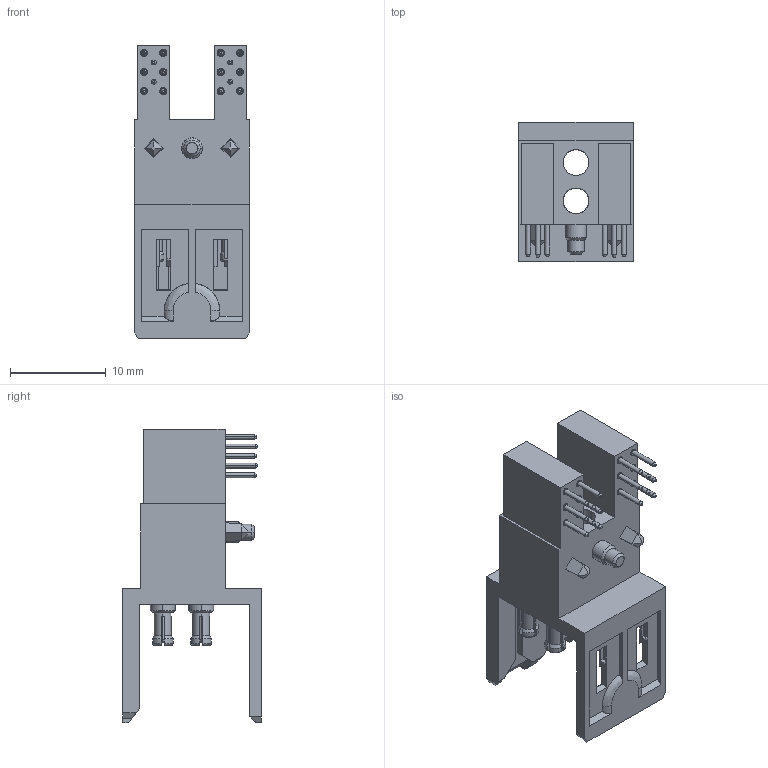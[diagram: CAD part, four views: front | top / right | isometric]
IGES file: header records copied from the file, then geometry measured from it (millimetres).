
Start section: SolidWorks IGES file using analytic representation for surfaces
Global section: file name: R694.281.256A.IGS; native system: SolidWorks 2011; preprocessor: SolidWorks 2011; author: RAYMOND_G; date: 111122.133052; units: millimetre
Bounding box: 11.95 x 14.5 x 30.65 mm (x, y, z)
Surface area: 3296.5 mm2 (no closed solid volume)
Topology: 0 solids, 0 shells, 1501 faces, 12544 edges, 12512 vertices
Faces by surface type: bspline 980, revolution 521
